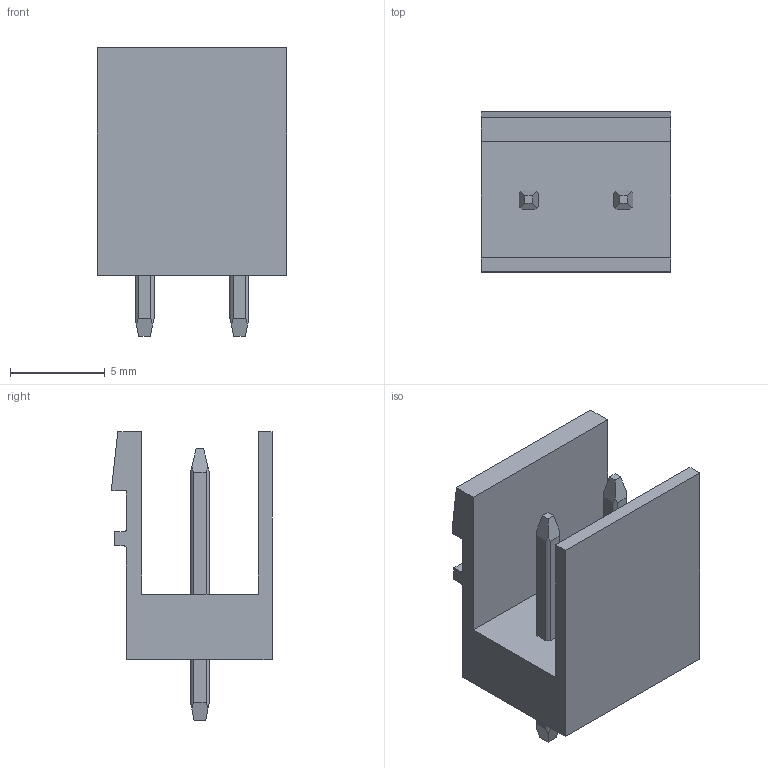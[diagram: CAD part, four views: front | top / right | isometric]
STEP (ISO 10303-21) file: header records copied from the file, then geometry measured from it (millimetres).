
FILE_DESCRIPTION(('CATIA V5 STEP Exchange','CAx-IF Rec.Pracs.--- Model Styling and Organization---1.4--- 2014-01-23'),'2;1');
FILE_NAME ('D1487402_0_1847420000_1847420000.stp','2021-05-18T06:25:40+00:00',('none'),('Weidmueller'),'CATIA Version 5-6 Release 2016 SP3 HF44','CATIA V5 STEP AP214','none');
FILE_SCHEMA(('AUTOMOTIVE_DESIGN { 1 0 10303 214 1 1 1 1 }'));
Length unit declared in the file: millimetre
Products named in the file (1): 1847420000
Bounding box: 10 x 8.43 x 15.2 mm (x, y, z)
Volume: 440.2 mm3; surface area: 795.2 mm2
Topology: 3 solids, 3 shells, 71 faces, 195 edges, 130 vertices
Faces by surface type: plane 53, cylinder 18
Entity records: 2363 total; most frequent: CARTESIAN_POINT 528, ORIENTED_EDGE 390, DIRECTION 289, EDGE_CURVE 195, VECTOR 143, LINE 143, VERTEX_POINT 130, AXIS2_PLACEMENT_3D 83
